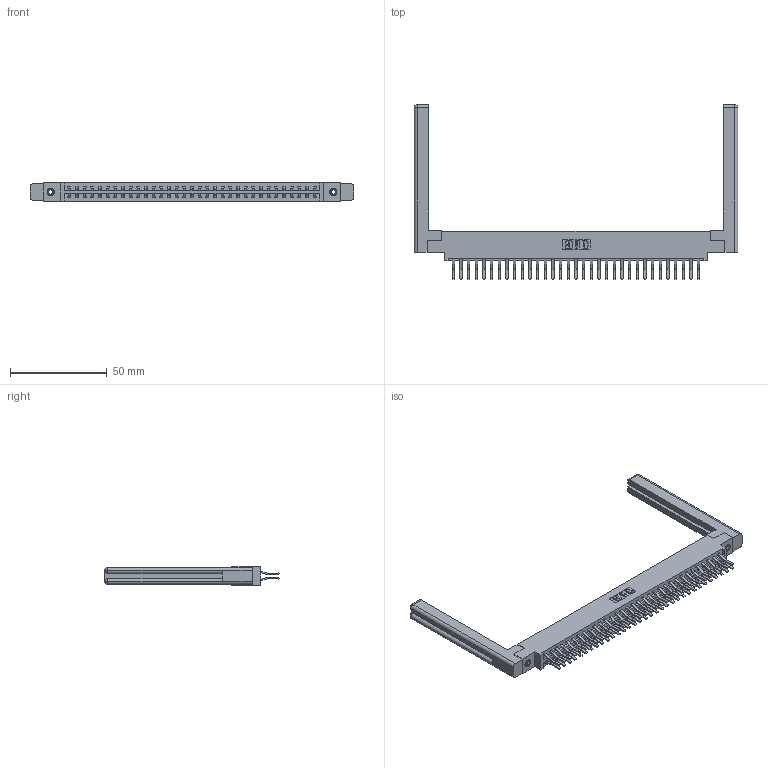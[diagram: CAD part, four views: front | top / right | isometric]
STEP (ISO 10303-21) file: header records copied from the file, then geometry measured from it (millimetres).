
FILE_DESCRIPTION (( 'STEP AP203' ), '1' );
FILE_NAME ('337-066-560-858.STEP', '2019-10-12T01:37:48', ( '' ), ( '' ), 'SwSTEP 2.0', 'SolidWorks 2016', '' );
FILE_SCHEMA (( 'CONFIG_CONTROL_DESIGN' ));
Length unit declared in the file: inch
Products named in the file (5): 307-220-058; 337-066-560-858; 345-250-001_345-250-001-102; 337 Part_0.170 Offset - 0.156 Dia-TI; 345-292-001_560 Tail
Assembly tree (71 placements, depth 2):
  337-066-560-858
    337 Part_0.170 Offset - 0.156 Dia-TI
    345-292-001_560 Tail  x66
    345-250-001_345-250-001-102  x2
    307-220-058  x2
Bounding box: 167.39 x 90.19 x 9.4 mm (x, y, z)
Volume: 24978.1 mm3; surface area: 26482.6 mm2
Topology: 71 solids, 71 shells, 3956 faces, 11699 edges, 7698 vertices
Faces by surface type: plane 2666, cylinder 1266, cone 12, torus 12
Entity records: 29604 total; most frequent: CARTESIAN_POINT 5005, ORIENTED_EDGE 4880, DIRECTION 4292, EDGE_CURVE 2440, LINE 2260, VECTOR 2260, VERTEX_POINT 1618, AXIS2_PLACEMENT_3D 1016
